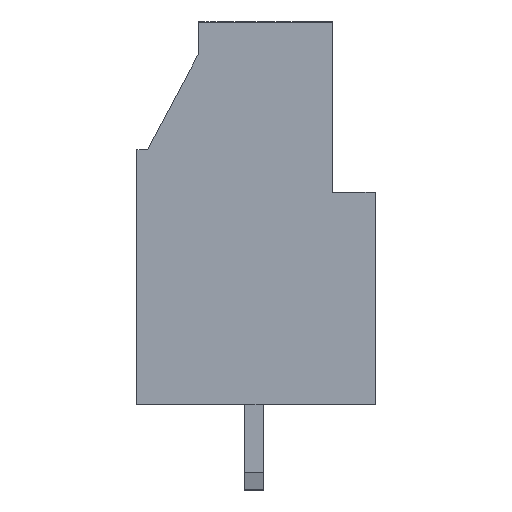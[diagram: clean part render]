
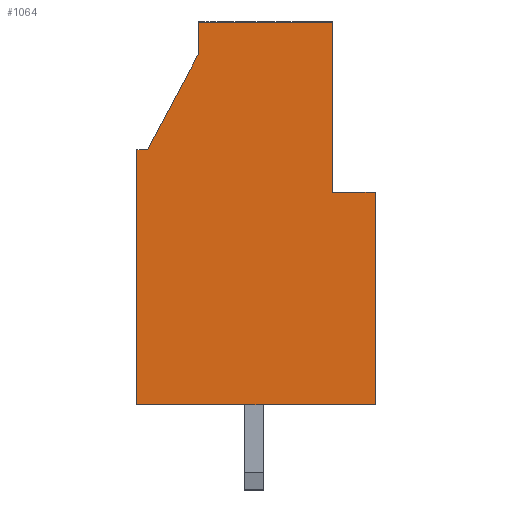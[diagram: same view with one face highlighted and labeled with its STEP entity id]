
A CAD part, front view. The second image highlights one B-rep face of the part: STEP entity #1064.
In plain terms, the highlighted planar face has unit normal (0, -1, 0).
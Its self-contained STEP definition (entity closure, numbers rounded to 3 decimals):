
#1064 = ADVANCED_FACE( '', ( #2138 ), #2139, .F. );
#2138 = FACE_OUTER_BOUND( '', #3207, .T. );
#2139 = PLANE( '', #3208 );
#3207 = EDGE_LOOP( '', ( #6282, #6283, #6284, #6285, #6286, #6287, #6288, #6289, #6290 ) );
#3208 = AXIS2_PLACEMENT_3D( '', #6291, #6292, #6293 );
#6282 = ORIENTED_EDGE( '', *, *, #6802, .T. );
#6283 = ORIENTED_EDGE( '', *, *, #6920, .T. );
#6284 = ORIENTED_EDGE( '', *, *, #7403, .T. );
#6285 = ORIENTED_EDGE( '', *, *, #7372, .T. );
#6286 = ORIENTED_EDGE( '', *, *, #6721, .T. );
#6287 = ORIENTED_EDGE( '', *, *, #6740, .T. );
#6288 = ORIENTED_EDGE( '', *, *, #7396, .F. );
#6289 = ORIENTED_EDGE( '', *, *, #6952, .F. );
#6290 = ORIENTED_EDGE( '', *, *, #7314, .F. );
#6291 = CARTESIAN_POINT( '', ( 12.32, -2.54, -5.26 ) );
#6292 = DIRECTION( '', ( 0., 1., 0. ) );
#6293 = DIRECTION( '', ( 1., 0., 0. ) );
#6721 = EDGE_CURVE( '', #8175, #8177, #8179, .T. );
#6740 = EDGE_CURVE( '', #8177, #8207, #8209, .T. );
#6802 = EDGE_CURVE( '', #8307, #8305, #8308, .T. );
#6920 = EDGE_CURVE( '', #8305, #8499, #8501, .T. );
#6952 = EDGE_CURVE( '', #8548, #8550, #8551, .T. );
#7314 = EDGE_CURVE( '', #8307, #8548, #9104, .T. );
#7372 = EDGE_CURVE( '', #9181, #8175, #9182, .T. );
#7396 = EDGE_CURVE( '', #8550, #8207, #9210, .T. );
#7403 = EDGE_CURVE( '', #8499, #9181, #9218, .T. );
#8175 = VERTEX_POINT( '', #10248 );
#8177 = VERTEX_POINT( '', #10251 );
#8179 = LINE( '', #10254, #10255 );
#8207 = VERTEX_POINT( '', #10295 );
#8209 = LINE( '', #10298, #10299 );
#8305 = VERTEX_POINT( '', #10437 );
#8307 = VERTEX_POINT( '', #10440 );
#8308 = LINE( '', #10441, #10442 );
#8499 = VERTEX_POINT( '', #10720 );
#8501 = LINE( '', #10723, #10724 );
#8548 = VERTEX_POINT( '', #10787 );
#8550 = VERTEX_POINT( '', #10790 );
#8551 = LINE( '', #10791, #10792 );
#9104 = LINE( '', #11623, #11624 );
#9181 = VERTEX_POINT( '', #11742 );
#9182 = LINE( '', #11743, #11744 );
#9210 = LINE( '', #11786, #11787 );
#9218 = LINE( '', #11797, #11798 );
#10248 = CARTESIAN_POINT( '', ( 9.2, -2.54, 10. ) );
#10251 = CARTESIAN_POINT( '', ( 9.2, -2.54, 18. ) );
#10254 = CARTESIAN_POINT( '', ( 9.2, -2.54, -1. ) );
#10255 = VECTOR( '', #12548, 1000. );
#10295 = CARTESIAN_POINT( '', ( 2.9, -2.54, 18. ) );
#10298 = CARTESIAN_POINT( '', ( 5.35, -2.54, 18. ) );
#10299 = VECTOR( '', #12565, 1000. );
#10437 = CARTESIAN_POINT( '', ( 0., -2.54, 0. ) );
#10440 = CARTESIAN_POINT( '', ( 0., -2.54, 12. ) );
#10441 = CARTESIAN_POINT( '', ( 0., -2.54, -1. ) );
#10442 = VECTOR( '', #12621, 1000. );
#10720 = CARTESIAN_POINT( '', ( 11.2, -2.54, 0. ) );
#10723 = CARTESIAN_POINT( '', ( 5.35, -2.54, 0. ) );
#10724 = VECTOR( '', #12743, 1000. );
#10787 = CARTESIAN_POINT( '', ( 0.5, -2.54, 12. ) );
#10790 = CARTESIAN_POINT( '', ( 2.9, -2.54, 16.5 ) );
#10791 = CARTESIAN_POINT( '', ( -6.433, -2.54, -1. ) );
#10792 = VECTOR( '', #12779, 1000. );
#11623 = CARTESIAN_POINT( '', ( 5.35, -2.54, 12. ) );
#11624 = VECTOR( '', #13067, 1000. );
#11742 = CARTESIAN_POINT( '', ( 11.2, -2.54, 10. ) );
#11743 = CARTESIAN_POINT( '', ( 5.35, -2.54, 10. ) );
#11744 = VECTOR( '', #13109, 1000. );
#11786 = CARTESIAN_POINT( '', ( 2.9, -2.54, -1. ) );
#11787 = VECTOR( '', #13124, 1000. );
#11797 = CARTESIAN_POINT( '', ( 11.2, -2.54, -1. ) );
#11798 = VECTOR( '', #13130, 1000. );
#12548 = DIRECTION( '', ( 0., 0., 1. ) );
#12565 = DIRECTION( '', ( -1., 0., 0. ) );
#12621 = DIRECTION( '', ( 0., 0., -1. ) );
#12743 = DIRECTION( '', ( 1., 0., 0. ) );
#12779 = DIRECTION( '', ( 0.471, 0., 0.882 ) );
#13067 = DIRECTION( '', ( 1., 0., 0. ) );
#13109 = DIRECTION( '', ( -1., 0., 0. ) );
#13124 = DIRECTION( '', ( 0., 0., 1. ) );
#13130 = DIRECTION( '', ( 0., 0., 1. ) );
